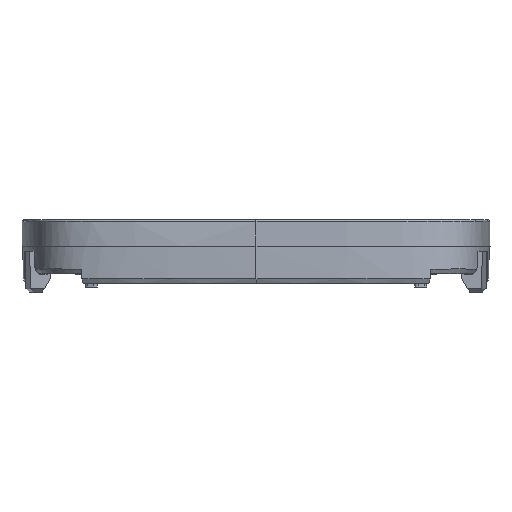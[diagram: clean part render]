
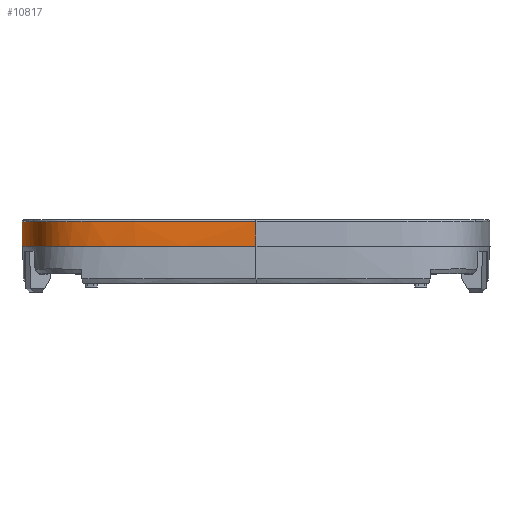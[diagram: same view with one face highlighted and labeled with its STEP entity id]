
A CAD part, front view. The second image highlights one B-rep face of the part: STEP entity #10817.
In plain terms, the highlighted free-form (B-spline) face has degree [5, 1] with [24, 2] control points.
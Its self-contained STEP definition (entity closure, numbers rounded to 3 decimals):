
#9292=CARTESIAN_POINT('Control Point',(0.,-26.546,8.2)) ;
#9293=CARTESIAN_POINT('Control Point',(-3.319,-26.546,8.2)) ;
#9294=CARTESIAN_POINT('Control Point',(-6.638,-26.514,8.2)) ;
#9295=CARTESIAN_POINT('Control Point',(-9.226,-26.425,8.2)) ;
#9296=CARTESIAN_POINT('Control Point',(-13.863,-26.299,8.2)) ;
#9297=CARTESIAN_POINT('Control Point',(-18.394,-25.496,8.2)) ;
#9298=CARTESIAN_POINT('Control Point',(-19.74,-25.179,8.2)) ;
#9299=CARTESIAN_POINT('Control Point',(-22.085,-24.286,8.2)) ;
#9300=CARTESIAN_POINT('Control Point',(-23.836,-22.589,8.2)) ;
#9301=CARTESIAN_POINT('Control Point',(-24.426,-21.578,8.2)) ;
#9302=CARTESIAN_POINT('Control Point',(-25.638,-18.533,8.2)) ;
#9303=CARTESIAN_POINT('Control Point',(-26.024,-15.231,8.2)) ;
#9304=CARTESIAN_POINT('Control Point',(-26.203,-13.334,8.2)) ;
#9305=CARTESIAN_POINT('Control Point',(-26.429,-9.416,8.2)) ;
#9306=CARTESIAN_POINT('Control Point',(-26.514,-5.477,8.2)) ;
#9307=CARTESIAN_POINT('Control Point',(-26.536,-3.654,8.2)) ;
#9308=CARTESIAN_POINT('Control Point',(-26.546,-1.827,8.2)) ;
#9309=CARTESIAN_POINT('Control Point',(-26.546,0.,8.2)) ;
#9310=CARTESIAN_POINT('Vertex',(0.,-26.546,8.2)) ;
#9312=CARTESIAN_POINT('Vertex',(-26.546,0.,8.2)) ;
#10450=CARTESIAN_POINT('Control Point',(0.,-26.522,11.002)) ;
#10451=CARTESIAN_POINT('Control Point',(0.,-26.546,8.2)) ;
#10452=CARTESIAN_POINT('Vertex',(0.,-26.522,11.002)) ;
#10667=CARTESIAN_POINT('Control Point',(-26.522,0.,11.002)) ;
#10668=CARTESIAN_POINT('Control Point',(-26.546,0.,8.2)) ;
#10669=CARTESIAN_POINT('Vertex',(-26.522,0.,11.002)) ;
#10728=CARTESIAN_POINT('Control Point',(0.,-26.522,11.002)) ;
#10729=CARTESIAN_POINT('Control Point',(0.,-26.546,8.2)) ;
#10730=CARTESIAN_POINT('Control Point',(-2.924,-26.522,11.002)) ;
#10731=CARTESIAN_POINT('Control Point',(-2.924,-26.546,8.2)) ;
#10732=CARTESIAN_POINT('Control Point',(-5.847,-26.497,11.002)) ;
#10733=CARTESIAN_POINT('Control Point',(-5.847,-26.521,8.2)) ;
#10734=CARTESIAN_POINT('Control Point',(-8.27,-26.43,11.002)) ;
#10735=CARTESIAN_POINT('Control Point',(-8.271,-26.455,8.2)) ;
#10736=CARTESIAN_POINT('Control Point',(-11.935,-26.327,11.002)) ;
#10737=CARTESIAN_POINT('Control Point',(-11.936,-26.351,8.2)) ;
#10738=CARTESIAN_POINT('Control Point',(-15.793,-25.892,11.002)) ;
#10739=CARTESIAN_POINT('Control Point',(-15.796,-25.916,8.2)) ;
#10740=CARTESIAN_POINT('Control Point',(-16.761,-25.757,11.002)) ;
#10741=CARTESIAN_POINT('Control Point',(-16.765,-25.781,8.2)) ;
#10742=CARTESIAN_POINT('Control Point',(-18.372,-25.468,11.002)) ;
#10743=CARTESIAN_POINT('Control Point',(-18.377,-25.492,8.2)) ;
#10744=CARTESIAN_POINT('Control Point',(-19.94,-25.005,11.002)) ;
#10745=CARTESIAN_POINT('Control Point',(-19.947,-25.028,8.2)) ;
#10746=CARTESIAN_POINT('Control Point',(-20.545,-24.788,11.002)) ;
#10747=CARTESIAN_POINT('Control Point',(-20.554,-24.81,8.2)) ;
#10748=CARTESIAN_POINT('Control Point',(-21.881,-24.188,11.002)) ;
#10749=CARTESIAN_POINT('Control Point',(-21.893,-24.209,8.2)) ;
#10750=CARTESIAN_POINT('Control Point',(-23.018,-23.325,11.002)) ;
#10751=CARTESIAN_POINT('Control Point',(-23.035,-23.343,8.2)) ;
#10752=CARTESIAN_POINT('Control Point',(-23.565,-22.741,11.002)) ;
#10753=CARTESIAN_POINT('Control Point',(-23.584,-22.757,8.2)) ;
#10754=CARTESIAN_POINT('Control Point',(-24.59,-21.228,11.002)) ;
#10755=CARTESIAN_POINT('Control Point',(-24.612,-21.238,8.2)) ;
#10756=CARTESIAN_POINT('Control Point',(-25.202,-19.436,11.002)) ;
#10757=CARTESIAN_POINT('Control Point',(-25.226,-19.442,8.2)) ;
#10758=CARTESIAN_POINT('Control Point',(-25.455,-18.387,11.002)) ;
#10759=CARTESIAN_POINT('Control Point',(-25.479,-18.392,8.2)) ;
#10760=CARTESIAN_POINT('Control Point',(-25.809,-16.495,11.002)) ;
#10761=CARTESIAN_POINT('Control Point',(-25.833,-16.499,8.2)) ;
#10762=CARTESIAN_POINT('Control Point',(-26.026,-14.618,11.002)) ;
#10763=CARTESIAN_POINT('Control Point',(-26.051,-14.621,8.2)) ;
#10764=CARTESIAN_POINT('Control Point',(-26.108,-13.758,11.002)) ;
#10765=CARTESIAN_POINT('Control Point',(-26.132,-13.76,8.2)) ;
#10766=CARTESIAN_POINT('Control Point',(-26.358,-10.578,11.002)) ;
#10767=CARTESIAN_POINT('Control Point',(-26.383,-10.579,8.2)) ;
#10768=CARTESIAN_POINT('Control Point',(-26.463,-7.258,11.002)) ;
#10769=CARTESIAN_POINT('Control Point',(-26.488,-7.258,8.2)) ;
#10770=CARTESIAN_POINT('Control Point',(-26.505,-4.8,11.002)) ;
#10771=CARTESIAN_POINT('Control Point',(-26.529,-4.801,8.2)) ;
#10772=CARTESIAN_POINT('Control Point',(-26.522,-2.4,11.002)) ;
#10773=CARTESIAN_POINT('Control Point',(-26.546,-2.4,8.2)) ;
#10774=CARTESIAN_POINT('Control Point',(-26.522,0.,11.002)) ;
#10775=CARTESIAN_POINT('Control Point',(-26.546,0.,8.2)) ;
#10777=CARTESIAN_POINT('Control Point',(0.,-26.522,11.002)) ;
#10778=CARTESIAN_POINT('Control Point',(-2.433,-26.522,11.002)) ;
#10779=CARTESIAN_POINT('Control Point',(-4.866,-26.505,11.002)) ;
#10780=CARTESIAN_POINT('Control Point',(-7.011,-26.46,11.002)) ;
#10781=CARTESIAN_POINT('Control Point',(-10.319,-26.373,11.002)) ;
#10782=CARTESIAN_POINT('Control Point',(-13.848,-26.108,11.002)) ;
#10783=CARTESIAN_POINT('Control Point',(-15.05,-25.991,11.002)) ;
#10784=CARTESIAN_POINT('Control Point',(-16.875,-25.759,11.002)) ;
#10785=CARTESIAN_POINT('Control Point',(-18.684,-25.361,11.002)) ;
#10786=CARTESIAN_POINT('Control Point',(-19.285,-25.205,11.002)) ;
#10787=CARTESIAN_POINT('Control Point',(-20.459,-24.835,11.002)) ;
#10788=CARTESIAN_POINT('Control Point',(-21.543,-24.322,11.002)) ;
#10789=CARTESIAN_POINT('Control Point',(-22.056,-24.024,11.002)) ;
#10790=CARTESIAN_POINT('Control Point',(-22.994,-23.329,11.002)) ;
#10791=CARTESIAN_POINT('Control Point',(-23.748,-22.452,11.002)) ;
#10792=CARTESIAN_POINT('Control Point',(-24.076,-21.969,11.002)) ;
#10793=CARTESIAN_POINT('Control Point',(-24.64,-20.935,11.002)) ;
#10794=CARTESIAN_POINT('Control Point',(-25.05,-19.801,11.002)) ;
#10795=CARTESIAN_POINT('Control Point',(-25.222,-19.216,11.002)) ;
#10796=CARTESIAN_POINT('Control Point',(-25.517,-18.036,11.002)) ;
#10797=CARTESIAN_POINT('Control Point',(-25.727,-16.855,11.002)) ;
#10798=CARTESIAN_POINT('Control Point',(-25.816,-16.27,11.002)) ;
#10799=CARTESIAN_POINT('Control Point',(-25.971,-15.102,11.002)) ;
#10800=CARTESIAN_POINT('Control Point',(-26.087,-13.936,11.002)) ;
#10801=CARTESIAN_POINT('Control Point',(-26.138,-13.352,11.002)) ;
#10802=CARTESIAN_POINT('Control Point',(-26.273,-11.589,11.002)) ;
#10803=CARTESIAN_POINT('Control Point',(-26.363,-9.786,11.002)) ;
#10804=CARTESIAN_POINT('Control Point',(-26.408,-8.566,11.002)) ;
#10805=CARTESIAN_POINT('Control Point',(-26.475,-6.114,11.002)) ;
#10806=CARTESIAN_POINT('Control Point',(-26.508,-3.657,11.002)) ;
#10807=CARTESIAN_POINT('Control Point',(-26.517,-2.433,11.002)) ;
#10808=CARTESIAN_POINT('Control Point',(-26.522,-1.217,11.002)) ;
#10809=CARTESIAN_POINT('Control Point',(-26.522,0.,11.002)) ;
#10812=ORIENTED_EDGE('',*,*,#10671,.F.) ;
#10813=ORIENTED_EDGE('',*,*,#9314,.F.) ;
#10814=ORIENTED_EDGE('',*,*,#10454,.T.) ;
#10815=ORIENTED_EDGE('',*,*,#10810,.F.) ;
#10817=ADVANCED_FACE('PartBody',(#10816),#10727,.T.) ;
#9291=B_SPLINE_CURVE_WITH_KNOTS('',5,(#9292,#9293,#9294,#9295,#9296,#9297,#9298,#9299,#9300,#9301,#9302,#9303,#9304,#9305,#9306,#9307,#9308,#9309),.UNSPECIFIED.,.F.,.U.,(6,3,3,3,3,6),(0.,45.806,63.784,80.273,109.278,134.494),.UNSPECIFIED.) ;
#10449=B_SPLINE_CURVE_WITH_KNOTS('',1,(#10450,#10451),.UNSPECIFIED.,.F.,.U.,(2,2),(-2.802,0.),.UNSPECIFIED.) ;
#10666=B_SPLINE_CURVE_WITH_KNOTS('',1,(#10667,#10668),.UNSPECIFIED.,.F.,.U.,(2,2),(-2.802,0.),.UNSPECIFIED.) ;
#10776=B_SPLINE_CURVE_WITH_KNOTS('',5,(#10777,#10778,#10779,#10780,#10781,#10782,#10783,#10784,#10785,#10786,#10787,#10788,#10789,#10790,#10791,#10792,#10793,#10794,#10795,#10796,#10797,#10798,#10799,#10800,#10801,#10802,#10803,#10804,#10805,#10806,#10807,#10808,#10809),.UNSPECIFIED.,.F.,.U.,(6,3,3,3,3,3,3,3,3,3,6),(0.,33.579,50.369,58.764,67.158,75.553,83.948,92.343,100.738,117.527,134.317),.UNSPECIFIED.) ;
#10727=B_SPLINE_SURFACE_WITH_KNOTS('',5,1,((#10728,#10729),(#10730,#10731),(#10732,#10733),(#10734,#10735),(#10736,#10737),(#10738,#10739),(#10740,#10741),(#10742,#10743),(#10744,#10745),(#10746,#10747),(#10748,#10749),(#10750,#10751),(#10752,#10753),(#10754,#10755),(#10756,#10757),(#10758,#10759),(#10760,#10761),(#10762,#10763),(#10764,#10765),(#10766,#10767),(#10768,#10769),(#10770,#10771),(#10772,#10773),(#10774,#10775)),.UNSPECIFIED.,.F.,.F.,.U.,(6,3,3,3,3,3,3,6),(2,2),(0.,40.348,53.748,62.562,74.192,88.76,101.192,134.317),(-2.802,0.),.UNSPECIFIED.) ;
#9314=EDGE_CURVE('',#9311,#9313,#9291,.T.) ;
#10454=EDGE_CURVE('',#9311,#10453,#10449,.F.) ;
#10671=EDGE_CURVE('',#9313,#10670,#10666,.F.) ;
#10810=EDGE_CURVE('',#10670,#10453,#10776,.F.) ;
#10811=EDGE_LOOP('',(#10812,#10813,#10814,#10815)) ;
#10816=FACE_OUTER_BOUND('',#10811,.T.) ;
#9311=VERTEX_POINT('',#9310) ;
#9313=VERTEX_POINT('',#9312) ;
#10453=VERTEX_POINT('',#10452) ;
#10670=VERTEX_POINT('',#10669) ;
